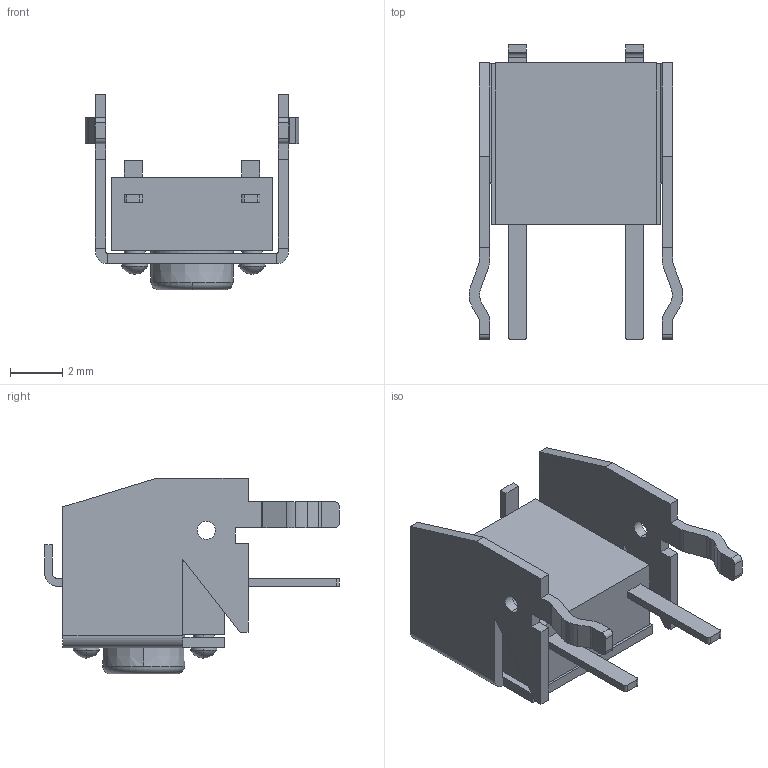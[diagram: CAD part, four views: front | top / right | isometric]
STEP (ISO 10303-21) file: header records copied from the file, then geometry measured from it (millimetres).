
FILE_DESCRIPTION (( 'STEP AP214' ), '1' );
FILE_NAME ('Tactile_switch_Side_L=3.5.STEP', '2013-02-05T14:11:17', ( 'Master' ), ( '' ), 'SwSTEP 2.0', 'SolidWorks 2010', '' );
FILE_SCHEMA (( 'AUTOMOTIVE_DESIGN' ));
Length unit declared in the file: millimetre
Products named in the file (1): Tactile_switch_Side_L=3.5
Bounding box: 8.2 x 11.3 x 7.5 mm (x, y, z)
Volume: 168.9 mm3; surface area: 454.3 mm2
Topology: 1 solids, 1 shells, 141 faces, 376 edges, 248 vertices
Faces by surface type: plane 77, cylinder 52, sphere 8, torus 2, cone 2
Entity records: 4851 total; most frequent: DIRECTION 782, CARTESIAN_POINT 766, ORIENTED_EDGE 752, EDGE_CURVE 376, AXIS2_PLACEMENT_3D 264, LINE 254, VECTOR 254, VERTEX_POINT 248
